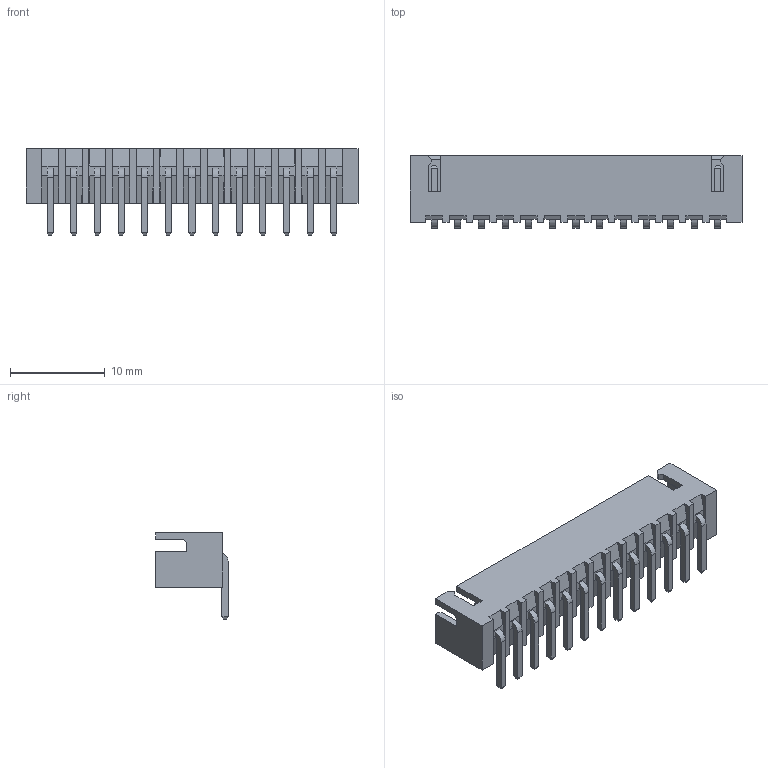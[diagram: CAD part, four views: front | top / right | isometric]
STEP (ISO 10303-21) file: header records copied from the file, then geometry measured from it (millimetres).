
FILE_DESCRIPTION(('STEP AP214'), '1');
FILE_NAME('DS1069', '2019-04-21T13:27:47', ('Nobody'), (''), 'ASCON STEP Converter 1.3', 'ASCON Math Kernel', '');
FILE_SCHEMA(('AUTOMOTIVE_DESIGN { 1 0 10303 214 3 1 1}'));
Length unit declared in the file: millimetre
Assembly tree (14 placements, depth 2):
  (unnamed)
    (unnamed)
    (unnamed)  x13
Bounding box: 35.1 x 7.62 x 9.15 mm (x, y, z)
Volume: 620.1 mm3; surface area: 1833.4 mm2
Topology: 14 solids, 14 shells, 349 faces, 857 edges, 536 vertices
Faces by surface type: plane 323, cylinder 26
Entity records: 5731 total; most frequent: CARTESIAN_POINT 773, ORIENTED_EDGE 754, DIRECTION 677, EDGE_CURVE 377, LINE 373, VECTOR 373, VERTEX_POINT 248, AXIS2_PLACEMENT_3D 152
